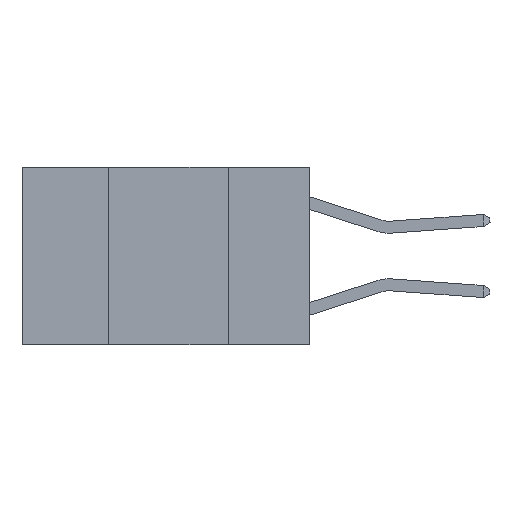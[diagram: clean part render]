
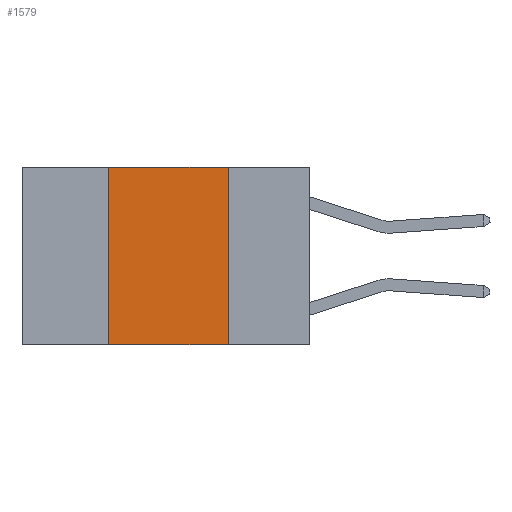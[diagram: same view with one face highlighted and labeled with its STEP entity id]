
A CAD part, left-side view. The second image highlights one B-rep face of the part: STEP entity #1579.
In plain terms, the highlighted planar face has unit normal (-1, 0, 0).
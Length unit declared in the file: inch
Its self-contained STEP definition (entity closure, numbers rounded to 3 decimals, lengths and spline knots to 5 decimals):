
#1237 = VERTEX_POINT ( 'NONE', #14903 ) ;
#1579 = ADVANCED_FACE ( 'NONE', ( #13032 ), #14510, .F. ) ;
#1685 = LINE ( 'NONE', #10964, #4088 ) ;
#2377 = CARTESIAN_POINT ( 'NONE',  ( 0., 0.17, -0.37 ) ) ;
#2446 = DIRECTION ( 'NONE',  ( 0., -1., 0. ) ) ;
#2788 = EDGE_CURVE ( 'NONE', #10313, #9122, #12988, .T. ) ;
#4088 = VECTOR ( 'NONE', #5096, 39.37008 ) ;
#4401 = DIRECTION ( 'NONE',  ( 0., 0., -1. ) ) ;
#4551 = DIRECTION ( 'NONE',  ( 0., 0., -1. ) ) ;
#5096 = DIRECTION ( 'NONE',  ( 0., -1., 0. ) ) ;
#5119 = ORIENTED_EDGE ( 'NONE', *, *, #2788, .T. ) ;
#6218 = EDGE_LOOP ( 'NONE', ( #7347, #13172, #13427, #5119 ) ) ;
#7347 = ORIENTED_EDGE ( 'NONE', *, *, #13225, .F. ) ;
#8033 = CARTESIAN_POINT ( 'NONE',  ( 0., 0.17, 0. ) ) ;
#8303 = CARTESIAN_POINT ( 'NONE',  ( 0., 0.6, -0.37 ) ) ;
#8413 = VECTOR ( 'NONE', #14564, 39.37008 ) ;
#8510 = LINE ( 'NONE', #8033, #11261 ) ;
#8765 = LINE ( 'NONE', #13380, #8413 ) ;
#9122 = VERTEX_POINT ( 'NONE', #2377 ) ;
#9975 = EDGE_CURVE ( 'NONE', #10313, #1237, #8765, .T. ) ;
#10139 = VERTEX_POINT ( 'NONE', #14801 ) ;
#10313 = VERTEX_POINT ( 'NONE', #13947 ) ;
#10620 = DIRECTION ( 'NONE',  ( 1., 0., 0. ) ) ;
#10964 = CARTESIAN_POINT ( 'NONE',  ( 0., 0.6, 0. ) ) ;
#11261 = VECTOR ( 'NONE', #4551, 39.37008 ) ;
#12988 = LINE ( 'NONE', #8303, #14981 ) ;
#13032 = FACE_OUTER_BOUND ( 'NONE', #6218, .T. ) ;
#13083 = AXIS2_PLACEMENT_3D ( 'NONE', #15152, #10620, #4401 ) ;
#13172 = ORIENTED_EDGE ( 'NONE', *, *, #13537, .F. ) ;
#13225 = EDGE_CURVE ( 'NONE', #10139, #9122, #8510, .T. ) ;
#13380 = CARTESIAN_POINT ( 'NONE',  ( 0., 0.42, 0. ) ) ;
#13427 = ORIENTED_EDGE ( 'NONE', *, *, #9975, .F. ) ;
#13537 = EDGE_CURVE ( 'NONE', #1237, #10139, #1685, .T. ) ;
#13947 = CARTESIAN_POINT ( 'NONE',  ( 0., 0.42, -0.37 ) ) ;
#14510 = PLANE ( 'NONE',  #13083 ) ;
#14564 = DIRECTION ( 'NONE',  ( 0., 0., 1. ) ) ;
#14801 = CARTESIAN_POINT ( 'NONE',  ( 0., 0.17, 0. ) ) ;
#14903 = CARTESIAN_POINT ( 'NONE',  ( 0., 0.42, 0. ) ) ;
#14981 = VECTOR ( 'NONE', #2446, 39.37008 ) ;
#15152 = CARTESIAN_POINT ( 'NONE',  ( 0., 0.6, 0. ) ) ;
